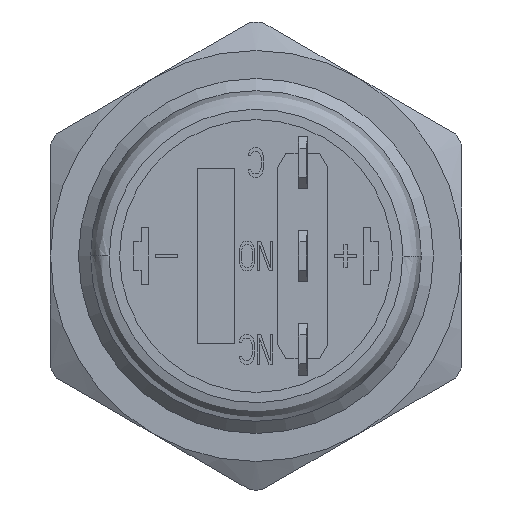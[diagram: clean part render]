
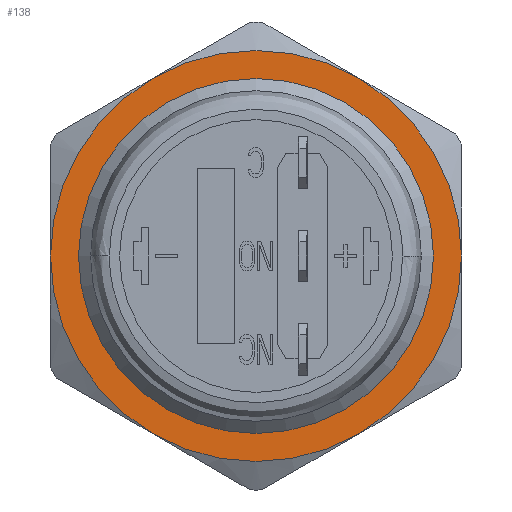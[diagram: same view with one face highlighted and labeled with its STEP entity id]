
A CAD part, front view. The second image highlights one B-rep face of the part: STEP entity #138.
In plain terms, the highlighted planar face has unit normal (0, -1, 0).
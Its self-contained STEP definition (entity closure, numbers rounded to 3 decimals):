
#138=ADVANCED_FACE('',(#3204,#3206),#3208,.F.);
#3204=FACE_BOUND('',#3205,.T.);
#3205=EDGE_LOOP('',(#5477,#5478,#5479,#5480,#5481,#5482));
#3206=FACE_BOUND('',#3207,.T.);
#3207=EDGE_LOOP('',(#5483));
#3208=PLANE('',#3209);
#3209=AXIS2_PLACEMENT_3D('',#3210,#3211,#3212);
#3210=CARTESIAN_POINT('',(0.,-5.7,0.));
#3211=DIRECTION('',(0.,1.,0.));
#3212=DIRECTION('',(1.,0.,0.));
#5477=ORIENTED_EDGE('',*,*,#7029,.F.);
#5478=ORIENTED_EDGE('',*,*,#7030,.F.);
#5479=ORIENTED_EDGE('',*,*,#7031,.T.);
#5480=ORIENTED_EDGE('',*,*,#7032,.F.);
#5481=ORIENTED_EDGE('',*,*,#7033,.F.);
#5482=ORIENTED_EDGE('',*,*,#7034,.T.);
#5483=ORIENTED_EDGE('',*,*,#7026,.F.);
#7026=EDGE_CURVE('',#8006,#8006,#8007,.T.);
#7029=EDGE_CURVE('',#8012,#8013,#8014,.T.);
#7030=EDGE_CURVE('',#8015,#8012,#8016,.T.);
#7031=EDGE_CURVE('',#8015,#8017,#8018,.T.);
#7032=EDGE_CURVE('',#8019,#8017,#8020,.T.);
#7033=EDGE_CURVE('',#8021,#8019,#8022,.T.);
#7034=EDGE_CURVE('',#8021,#8013,#8023,.T.);
#8006=VERTEX_POINT('',#9864);
#8007=CIRCLE('',#9865,9.5);
#8012=VERTEX_POINT('',#9879);
#8013=VERTEX_POINT('',#9880);
#8014=CIRCLE('',#9881,11.);
#8015=VERTEX_POINT('',#9885);
#8016=CIRCLE('',#9886,11.);
#8017=VERTEX_POINT('',#9890);
#8018=CIRCLE('',#9891,11.);
#8019=VERTEX_POINT('',#9895);
#8020=CIRCLE('',#9896,11.);
#8021=VERTEX_POINT('',#9900);
#8022=CIRCLE('',#9901,11.);
#8023=CIRCLE('',#9905,11.);
#9864=CARTESIAN_POINT('',(-9.5,-5.7,0.));
#9865=AXIS2_PLACEMENT_3D('',#9866,#9867,#9868);
#9866=CARTESIAN_POINT('',(0.,-5.7,0.));
#9867=DIRECTION('',(0.,-1.,0.));
#9868=DIRECTION('',(1.,0.,0.));
#9879=CARTESIAN_POINT('',(5.5,-5.7,9.526));
#9880=CARTESIAN_POINT('',(11.,-5.7,0.));
#9881=AXIS2_PLACEMENT_3D('',#9882,#9883,#9884);
#9882=CARTESIAN_POINT('',(0.,-5.7,0.));
#9883=DIRECTION('',(0.,1.,0.));
#9884=DIRECTION('',(0.5,0.,0.866));
#9885=CARTESIAN_POINT('',(-5.5,-5.7,9.526));
#9886=AXIS2_PLACEMENT_3D('',#9887,#9888,#9889);
#9887=CARTESIAN_POINT('',(0.,-5.7,0.));
#9888=DIRECTION('',(0.,1.,0.));
#9889=DIRECTION('',(-0.5,0.,0.866));
#9890=CARTESIAN_POINT('',(-11.,-5.7,0.));
#9891=AXIS2_PLACEMENT_3D('',#9892,#9893,#9894);
#9892=CARTESIAN_POINT('',(0.,-5.7,0.));
#9893=DIRECTION('',(0.,-1.,0.));
#9894=DIRECTION('',(-0.5,0.,0.866));
#9895=CARTESIAN_POINT('',(-5.5,-5.7,-9.526));
#9896=AXIS2_PLACEMENT_3D('',#9897,#9898,#9899);
#9897=CARTESIAN_POINT('',(0.,-5.7,0.));
#9898=DIRECTION('',(0.,1.,0.));
#9899=DIRECTION('',(-0.5,0.,-0.866));
#9900=CARTESIAN_POINT('',(5.5,-5.7,-9.526));
#9901=AXIS2_PLACEMENT_3D('',#9902,#9903,#9904);
#9902=CARTESIAN_POINT('',(0.,-5.7,0.));
#9903=DIRECTION('',(0.,1.,0.));
#9904=DIRECTION('',(0.5,0.,-0.866));
#9905=AXIS2_PLACEMENT_3D('',#9906,#9907,#9908);
#9906=CARTESIAN_POINT('',(0.,-5.7,0.));
#9907=DIRECTION('',(0.,-1.,0.));
#9908=DIRECTION('',(0.5,0.,-0.866));
